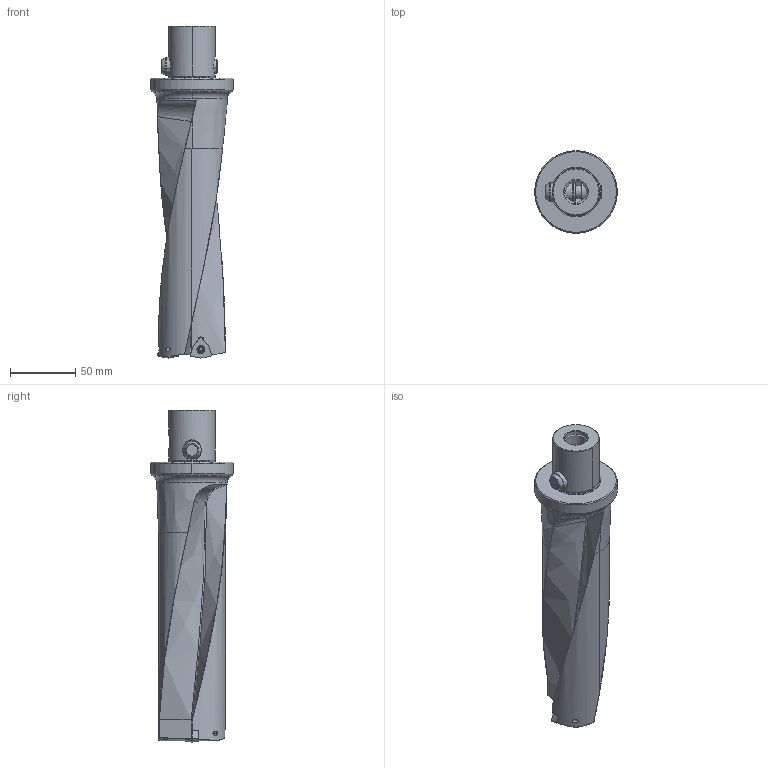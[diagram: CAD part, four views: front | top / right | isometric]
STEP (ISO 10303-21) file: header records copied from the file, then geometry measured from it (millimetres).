
FILE_DESCRIPTION(('no description'),'unknown implementation level');
FILE_NAME('1B10A5AA-5673-4CCC-8069-8D45CB91663F_export.stp',' ',('CIMSOURCE GmbH'),('CADClick - KiM GmbH - www.kimweb.de'),'unknown preprocess','ACIS','unknown authorization');
FILE_SCHEMA(('automotive_design'));
Length unit declared in the file: millimetre
Products named in the file (7): 336.753 Kaiser WB 53-159 X CK6|336.753 Kaiser WB 53-159 X CK6_Standard-2;NONE; 336.753 Kaiser WB 53-159 X CK6|336.753 Kaiser WB 53-159 X CK6_Standard-1;NONE; 336.753 Kaiser WB 53-159 X CK6|336.753 Kaiser WB 53-159 X CK6_Standard;NONE; 336.753 Kaiser WB 53-159 X CK6|694.143 Kaiser ETL M4 X 11,8 T15 IP 10S_Standard;NONE; 336.753 Kaiser WB 53-159 X CK6|691.506 Kaiser ETL D14 X 43K_Standard|691.526 Mitnehmerbolzen_Standard;NONE; 336.753 Kaiser WB 53-159 X CK6|691.506 Kaiser ETL D14 X 43K_Standard|693.305 Sprengring_Standard;NONE
Bounding box: 63.5 x 63.5 x 255 mm (x, y, z)
Volume: 329164.6 mm3; surface area: 58170.9 mm2
Topology: 7 solids, 7 shells, 369 faces, 894 edges, 542 vertices
Faces by surface type: cylinder 110, plane 83, cone 70, torus 47, bspline 45, sphere 14
Entity records: 74630 total; most frequent: CARTESIAN_POINT 55902, STYLED_ITEM 1809, PRESENTATION_STYLE_ASSIGNMENT 1809, COLOUR_RGB 1809, DIRECTION 1791, ORIENTED_EDGE 1782, EDGE_CURVE 891, CURVE_STYLE 891
